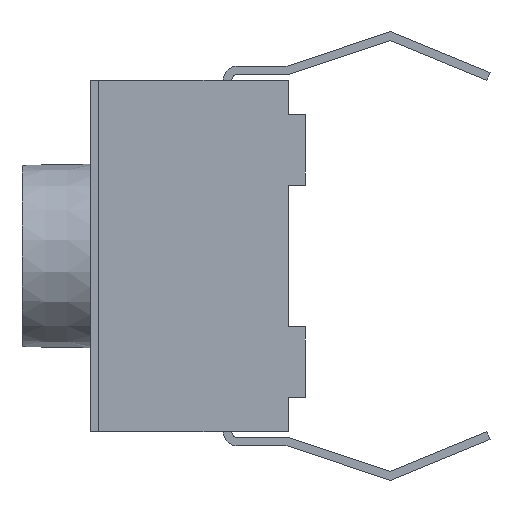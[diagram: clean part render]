
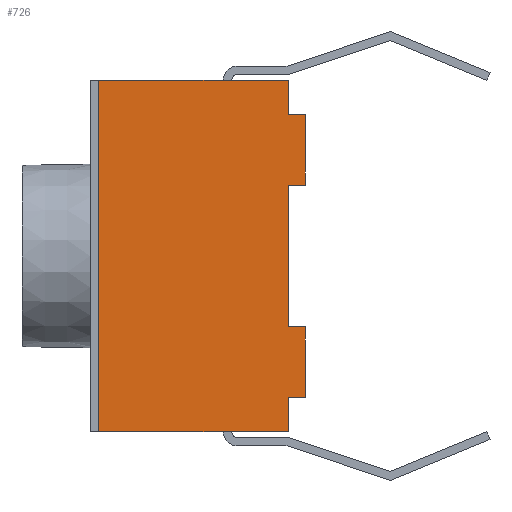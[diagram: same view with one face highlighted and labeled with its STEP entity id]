
A CAD part, left-side view. The second image highlights one B-rep face of the part: STEP entity #726.
In plain terms, the highlighted planar face has unit normal (-1, 0, 0).
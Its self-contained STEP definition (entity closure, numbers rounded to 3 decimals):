
#675 = VERTEX_POINT ( 'NONE', #2248 ) ;
#677 = EDGE_CURVE ( 'NONE', #678, #675, #2247, .T. ) ;
#678 = VERTEX_POINT ( 'NONE', #2243 ) ;
#693 = VERTEX_POINT ( 'NONE', #2279 ) ;
#695 = EDGE_CURVE ( 'NONE', #696, #693, #2278, .T. ) ;
#696 = VERTEX_POINT ( 'NONE', #2274 ) ;
#712 = EDGE_CURVE ( 'NONE', #713, #693, #2263, .T. ) ;
#713 = VERTEX_POINT ( 'NONE', #2259 ) ;
#714 = ORIENTED_EDGE ( 'NONE', *, *, #715, .T. ) ;
#715 = EDGE_CURVE ( 'NONE', #713, #716, #2320, .T. ) ;
#716 = VERTEX_POINT ( 'NONE', #2316 ) ;
#717 = ORIENTED_EDGE ( 'NONE', *, *, #718, .T. ) ;
#718 = EDGE_CURVE ( 'NONE', #716, #747, #2315, .T. ) ;
#719 = ORIENTED_EDGE ( 'NONE', *, *, #746, .T. ) ;
#720 = ORIENTED_EDGE ( 'NONE', *, *, #721, .F. ) ;
#721 = EDGE_CURVE ( 'NONE', #722, #744, #2311, .T. ) ;
#722 = VERTEX_POINT ( 'NONE', #2307 ) ;
#723 = ORIENTED_EDGE ( 'NONE', *, *, #787, .F. ) ;
#726 = ADVANCED_FACE ( 'NONE', ( #2302 ), #2301, .F. ) ;
#727 = ORIENTED_EDGE ( 'NONE', *, *, #677, .T. ) ;
#728 = ORIENTED_EDGE ( 'NONE', *, *, #729, .F. ) ;
#729 = EDGE_CURVE ( 'NONE', #730, #675, #2299, .T. ) ;
#730 = VERTEX_POINT ( 'NONE', #2291 ) ;
#731 = ORIENTED_EDGE ( 'NONE', *, *, #732, .F. ) ;
#732 = EDGE_CURVE ( 'NONE', #733, #730, #2292, .T. ) ;
#733 = VERTEX_POINT ( 'NONE', #2349 ) ;
#734 = ORIENTED_EDGE ( 'NONE', *, *, #735, .T. ) ;
#735 = EDGE_CURVE ( 'NONE', #733, #696, #2348, .T. ) ;
#744 = VERTEX_POINT ( 'NONE', #2330 ) ;
#746 = EDGE_CURVE ( 'NONE', #747, #744, #2329, .T. ) ;
#747 = VERTEX_POINT ( 'NONE', #2325 ) ;
#751 = EDGE_LOOP ( 'NONE', ( #727, #728, #731, #734, #799, #800, #714, #717, #719, #720, #723, #789 ) ) ;
#787 = EDGE_CURVE ( 'NONE', #788, #722, #2389, .T. ) ;
#788 = VERTEX_POINT ( 'NONE', #2385 ) ;
#789 = ORIENTED_EDGE ( 'NONE', *, *, #790, .T. ) ;
#790 = EDGE_CURVE ( 'NONE', #788, #678, #2384, .T. ) ;
#799 = ORIENTED_EDGE ( 'NONE', *, *, #695, .T. ) ;
#800 = ORIENTED_EDGE ( 'NONE', *, *, #712, .F. ) ;
#2243 = CARTESIAN_POINT ( 'NONE',  ( -3.1, 0., -3.1 ) ) ;
#2244 = DIRECTION ( 'NONE',  ( 0., 0., 1. ) ) ;
#2245 = VECTOR ( 'NONE', #2244, 1000. ) ;
#2246 = CARTESIAN_POINT ( 'NONE',  ( -3.1, 0., 3.1 ) ) ;
#2247 = LINE ( 'NONE', #2246, #2245 ) ;
#2248 = CARTESIAN_POINT ( 'NONE',  ( -3.1, 0., -2.5 ) ) ;
#2259 = CARTESIAN_POINT ( 'NONE',  ( -3.1, -0.3, 1.25 ) ) ;
#2260 = DIRECTION ( 'NONE',  ( 0., 1., 0. ) ) ;
#2261 = VECTOR ( 'NONE', #2260, 1000. ) ;
#2262 = CARTESIAN_POINT ( 'NONE',  ( -3.1, -0.3, 1.25 ) ) ;
#2263 = LINE ( 'NONE', #2262, #2261 ) ;
#2274 = CARTESIAN_POINT ( 'NONE',  ( -3.1, 0., -1.25 ) ) ;
#2275 = DIRECTION ( 'NONE',  ( 0., 0., 1. ) ) ;
#2276 = VECTOR ( 'NONE', #2275, 1000. ) ;
#2277 = CARTESIAN_POINT ( 'NONE',  ( -3.1, 0., 3.1 ) ) ;
#2278 = LINE ( 'NONE', #2277, #2276 ) ;
#2279 = CARTESIAN_POINT ( 'NONE',  ( -3.1, 0., 1.25 ) ) ;
#2291 = CARTESIAN_POINT ( 'NONE',  ( -3.1, -0.3, -2.5 ) ) ;
#2292 = LINE ( 'NONE', #2352, #2351 ) ;
#2293 = DIRECTION ( 'NONE',  ( 0., 1., 0. ) ) ;
#2294 = VECTOR ( 'NONE', #2293, 1000. ) ;
#2295 = CARTESIAN_POINT ( 'NONE',  ( -3.1, -0.3, -2.5 ) ) ;
#2296 = DIRECTION ( 'NONE',  ( 0., 0., -1. ) ) ;
#2297 = DIRECTION ( 'NONE',  ( 1., 0., 0. ) ) ;
#2298 = CARTESIAN_POINT ( 'NONE',  ( -3.1, 3.35, 3.1 ) ) ;
#2299 = LINE ( 'NONE', #2295, #2294 ) ;
#2300 = AXIS2_PLACEMENT_3D ( 'NONE', #2298, #2297, #2296 ) ;
#2301 = PLANE ( 'NONE',  #2300 ) ;
#2302 = FACE_OUTER_BOUND ( 'NONE', #751, .T. ) ;
#2307 = CARTESIAN_POINT ( 'NONE',  ( -3.1, 3.35, 3.1 ) ) ;
#2308 = DIRECTION ( 'NONE',  ( 0., -1., 0. ) ) ;
#2309 = VECTOR ( 'NONE', #2308, 1000. ) ;
#2310 = CARTESIAN_POINT ( 'NONE',  ( -3.1, 3.35, 3.1 ) ) ;
#2311 = LINE ( 'NONE', #2310, #2309 ) ;
#2312 = DIRECTION ( 'NONE',  ( 0., 1., 0. ) ) ;
#2313 = VECTOR ( 'NONE', #2312, 1000. ) ;
#2314 = CARTESIAN_POINT ( 'NONE',  ( -3.1, -0.3, 2.5 ) ) ;
#2315 = LINE ( 'NONE', #2314, #2313 ) ;
#2316 = CARTESIAN_POINT ( 'NONE',  ( -3.1, -0.3, 2.5 ) ) ;
#2317 = DIRECTION ( 'NONE',  ( 0., 0., 1. ) ) ;
#2318 = VECTOR ( 'NONE', #2317, 1000. ) ;
#2319 = CARTESIAN_POINT ( 'NONE',  ( -3.1, -0.3, 2.5 ) ) ;
#2320 = LINE ( 'NONE', #2319, #2318 ) ;
#2325 = CARTESIAN_POINT ( 'NONE',  ( -3.1, 0., 2.5 ) ) ;
#2326 = DIRECTION ( 'NONE',  ( 0., 0., 1. ) ) ;
#2327 = VECTOR ( 'NONE', #2326, 1000. ) ;
#2328 = CARTESIAN_POINT ( 'NONE',  ( -3.1, 0., 3.1 ) ) ;
#2329 = LINE ( 'NONE', #2328, #2327 ) ;
#2330 = CARTESIAN_POINT ( 'NONE',  ( -3.1, 0., 3.1 ) ) ;
#2345 = DIRECTION ( 'NONE',  ( 0., 1., 0. ) ) ;
#2346 = VECTOR ( 'NONE', #2345, 1000. ) ;
#2347 = CARTESIAN_POINT ( 'NONE',  ( -3.1, -0.3, -1.25 ) ) ;
#2348 = LINE ( 'NONE', #2347, #2346 ) ;
#2349 = CARTESIAN_POINT ( 'NONE',  ( -3.1, -0.3, -1.25 ) ) ;
#2350 = DIRECTION ( 'NONE',  ( 0., 0., -1. ) ) ;
#2351 = VECTOR ( 'NONE', #2350, 1000. ) ;
#2352 = CARTESIAN_POINT ( 'NONE',  ( -3.1, -0.3, -2.5 ) ) ;
#2383 = CARTESIAN_POINT ( 'NONE',  ( -3.1, 3.35, -3.1 ) ) ;
#2384 = LINE ( 'NONE', #2383, #2447 ) ;
#2385 = CARTESIAN_POINT ( 'NONE',  ( -3.1, 3.35, -3.1 ) ) ;
#2386 = DIRECTION ( 'NONE',  ( 0., 0., 1. ) ) ;
#2387 = VECTOR ( 'NONE', #2386, 1000. ) ;
#2388 = CARTESIAN_POINT ( 'NONE',  ( -3.1, 3.35, 3.1 ) ) ;
#2389 = LINE ( 'NONE', #2388, #2387 ) ;
#2446 = DIRECTION ( 'NONE',  ( 0., -1., 0. ) ) ;
#2447 = VECTOR ( 'NONE', #2446, 1000. ) ;
